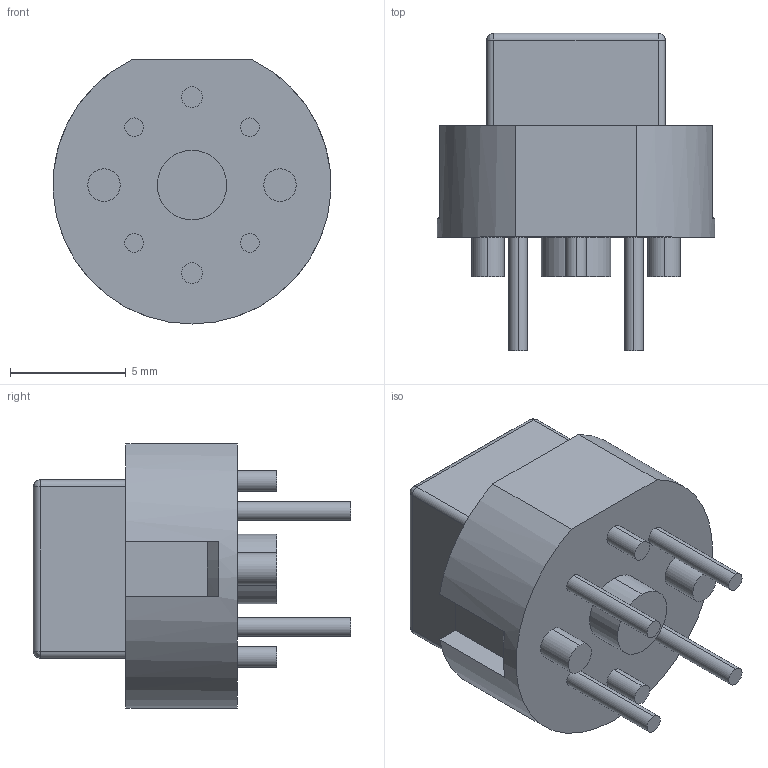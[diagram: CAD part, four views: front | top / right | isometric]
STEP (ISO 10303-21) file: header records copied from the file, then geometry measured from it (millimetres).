
FILE_DESCRIPTION (( 'STEP AP214' ), '1' );
FILE_NAME ('User Library-D6C00.STEP', '2019-11-09T23:53:19', ( '' ), ( '' ), 'SwSTEP 2.0', 'SolidWorks 2019', '' );
FILE_SCHEMA (( 'AUTOMOTIVE_DESIGN' ));
Length unit declared in the file: millimetre
Products named in the file (1): User Library-D6C00
Bounding box: 11.98 x 13.7 x 11.4 mm (x, y, z)
Volume: 779.9 mm3; surface area: 625.8 mm2
Topology: 5 solids, 5 shells, 63 faces, 133 edges, 82 vertices
Faces by surface type: plane 29, cylinder 28, bspline 4, cone 2
Entity records: 2480 total; most frequent: CARTESIAN_POINT 347, DIRECTION 307, ORIENTED_EDGE 258, EDGE_CURVE 129, AXIS2_PLACEMENT_3D 122, VERTEX_POINT 82, UNCERTAINTY_MEASURE_WITH_UNIT 70, EDGE_LOOP 69
